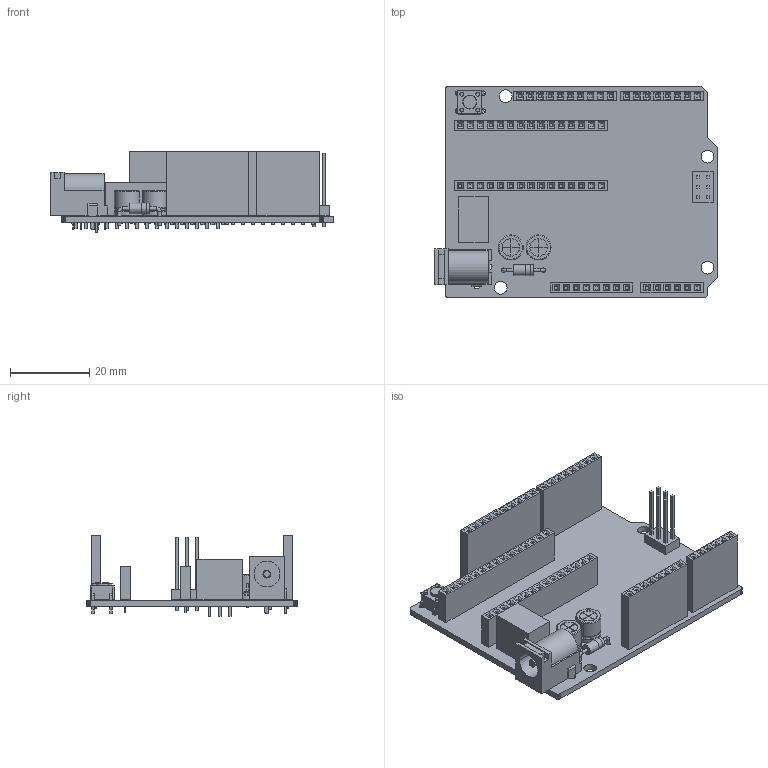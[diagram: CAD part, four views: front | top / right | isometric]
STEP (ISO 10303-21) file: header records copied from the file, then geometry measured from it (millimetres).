
FILE_DESCRIPTION(('KiCad electronic assembly'),'2;1');
FILE_NAME('Nano2UNO-Adapter-3V3.step','2023-12-31T00:29:42',('Pcbnew'),( 'Kicad'),'Open CASCADE STEP processor 7.6','KiCad to STEP converter' ,'Unknown');
FILE_SCHEMA(('AUTOMOTIVE_DESIGN { 1 0 10303 214 1 1 1 1 }'));
Length unit declared in the file: millimetre
Products named in the file (22): Nano2UNO-Adapter-3V3 1; ESW-108-33-L-S; SOLID; ESW-106-33-L-S; ESW-110-33-L-S; D_DO-41_SOD81_P10.16mm_Horizontal; CP_Radial_D6.3mm_P2.50mm; TSW-103-15-L-D; CUI_DEVICES_PJ-102A; PPPC151LFBN-RC; R-78K5.0-0.5; SW_PUSH_6mm; PCB
Assembly tree (24 placements, depth 3):
  Nano2UNO-Adapter-3V3 1
    ESW-108-33-L-S  x2
      SOLID
    ESW-106-33-L-S
      SOLID
    ESW-110-33-L-S
      SOLID
    D_DO-41_SOD81_P10.16mm_Horizontal
      SOLID
    CP_Radial_D6.3mm_P2.50mm  x2
      SOLID
    TSW-103-15-L-D
      SOLID
    CUI_DEVICES_PJ-102A
      SOLID
    PPPC151LFBN-RC  x2
      SOLID
    R-78K5.0-0.5
      SOLID
    SW_PUSH_6mm
      SOLID
    PCB
Bounding box: 71.3 x 53.34 x 20.23 mm (x, y, z)
Volume: 12791.3 mm3; surface area: 17541 mm2
Topology: 14 solids, 16 shells, 1385 faces, 3287 edges, 2091 vertices
Faces by surface type: plane 1188, cylinder 172, revolution 8, bspline 8, torus 7, cone 2
Full cylindrical faces by diameter (mm): 0.5 x4, 0.8 x8, 1 x75, 1.1 x6, 1.6 x3, 2.7 x2, 2.72 x1, 3.2 x4, 3.5 x1
Entity records: 68674 total; most frequent: CARTESIAN_POINT 12093, DIRECTION 9387, LINE 6579, VECTOR 6579, ORIENTED_EDGE 4844, PCURVE 4844, DEFINITIONAL_REPRESENTATION 4844, EDGE_CURVE 2422
